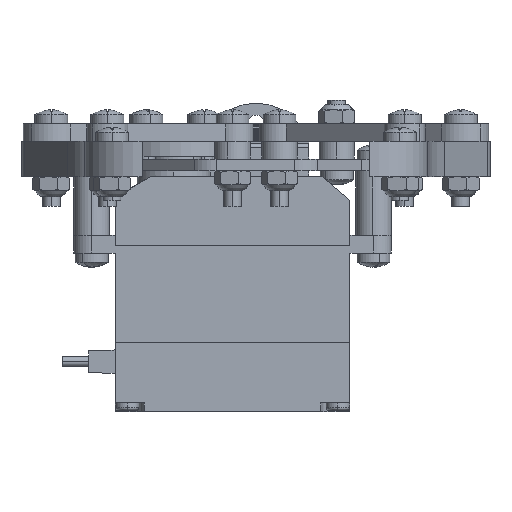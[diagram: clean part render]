
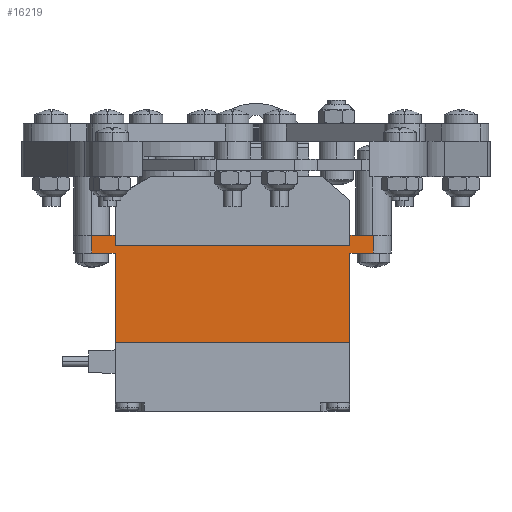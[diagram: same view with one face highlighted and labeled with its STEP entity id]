
A CAD part, left-side view. The second image highlights one B-rep face of the part: STEP entity #16219.
In plain terms, the highlighted face is planar.
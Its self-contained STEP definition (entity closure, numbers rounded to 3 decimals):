
#853 = LINE ( 'NONE', #5002, #36657 ) ;
#1183 = EDGE_CURVE ( 'NONE', #40430, #26798, #3514, .T. ) ;
#1271 = ORIENTED_EDGE ( 'NONE', *, *, #37673, .T. ) ;
#2437 = LINE ( 'NONE', #33220, #13058 ) ;
#2873 = CARTESIAN_POINT ( 'NONE',  ( 10., 20., 19.9 ) ) ;
#3420 = ORIENTED_EDGE ( 'NONE', *, *, #18166, .T. ) ;
#3481 = EDGE_CURVE ( 'NONE', #35460, #15825, #4762, .T. ) ;
#3514 = LINE ( 'NONE', #41522, #34804 ) ;
#3768 = VECTOR ( 'NONE', #10468, 1000. ) ;
#3948 = VERTEX_POINT ( 'NONE', #12692 ) ;
#4505 = CARTESIAN_POINT ( 'NONE',  ( 8.25, 20., 19.9 ) ) ;
#4762 = LINE ( 'NONE', #20554, #3768 ) ;
#5002 = CARTESIAN_POINT ( 'NONE',  ( -8.25, 20., 19.9 ) ) ;
#5179 = ORIENTED_EDGE ( 'NONE', *, *, #31568, .T. ) ;
#5303 = CARTESIAN_POINT ( 'NONE',  ( 10., -20., 19.9 ) ) ;
#5693 = LINE ( 'NONE', #17512, #24400 ) ;
#6459 = CARTESIAN_POINT ( 'NONE',  ( 10., -24., 19.9 ) ) ;
#6845 = CARTESIAN_POINT ( 'NONE',  ( 7., -20., 19.9 ) ) ;
#7166 = VERTEX_POINT ( 'NONE', #4505 ) ;
#7260 = DIRECTION ( 'NONE',  ( -1., 0., 0. ) ) ;
#7812 = DIRECTION ( 'NONE',  ( -1., 0., 0. ) ) ;
#7943 = VERTEX_POINT ( 'NONE', #5303 ) ;
#8179 = CARTESIAN_POINT ( 'NONE',  ( -8.25, -20., 19.9 ) ) ;
#9331 = ORIENTED_EDGE ( 'NONE', *, *, #30558, .T. ) ;
#9802 = VERTEX_POINT ( 'NONE', #9862 ) ;
#9862 = CARTESIAN_POINT ( 'NONE',  ( -8.25, -20., 19.9 ) ) ;
#10164 = VECTOR ( 'NONE', #22149, 1000. ) ;
#10468 = DIRECTION ( 'NONE',  ( 0., -1., 0. ) ) ;
#10473 = DIRECTION ( 'NONE',  ( -1., 0., 0. ) ) ;
#10990 = CARTESIAN_POINT ( 'NONE',  ( 7., 24., 19.9 ) ) ;
#11356 = CARTESIAN_POINT ( 'NONE',  ( 7., -20., 19.9 ) ) ;
#11869 = CARTESIAN_POINT ( 'NONE',  ( 7., 20., 19.9 ) ) ;
#12302 = VERTEX_POINT ( 'NONE', #6459 ) ;
#12406 = EDGE_CURVE ( 'NONE', #9802, #26798, #23902, .T. ) ;
#12617 = DIRECTION ( 'NONE',  ( 0., 1., 0. ) ) ;
#12692 = CARTESIAN_POINT ( 'NONE',  ( 8.25, -20., 19.9 ) ) ;
#13058 = VECTOR ( 'NONE', #39565, 1000. ) ;
#13250 = EDGE_LOOP ( 'NONE', ( #34321, #1271, #3420, #9331, #5179, #37186, #39505, #23021, #32324, #19286, #41523, #25016 ) ) ;
#13587 = VERTEX_POINT ( 'NONE', #10990 ) ;
#14561 = CARTESIAN_POINT ( 'NONE',  ( 10., -27., 19.9 ) ) ;
#15706 = CARTESIAN_POINT ( 'NONE',  ( 7., 27., 19.9 ) ) ;
#15825 = VERTEX_POINT ( 'NONE', #2873 ) ;
#16219 = ADVANCED_FACE ( 'NONE', ( #30983 ), #33462, .F. ) ;
#16310 = DIRECTION ( 'NONE',  ( 0., 1., 0. ) ) ;
#16691 = EDGE_CURVE ( 'NONE', #7943, #3948, #21297, .T. ) ;
#17104 = AXIS2_PLACEMENT_3D ( 'NONE', #33898, #30491, #7812 ) ;
#17512 = CARTESIAN_POINT ( 'NONE',  ( 7., 24., 19.9 ) ) ;
#18166 = EDGE_CURVE ( 'NONE', #13587, #31058, #26286, .T. ) ;
#19286 = ORIENTED_EDGE ( 'NONE', *, *, #16691, .T. ) ;
#19339 = EDGE_CURVE ( 'NONE', #40430, #12302, #2437, .T. ) ;
#20554 = CARTESIAN_POINT ( 'NONE',  ( 10., 27., 19.9 ) ) ;
#20758 = CARTESIAN_POINT ( 'NONE',  ( -8.25, 20., 19.9 ) ) ;
#20899 = DIRECTION ( 'NONE',  ( 1., 0., 0. ) ) ;
#21297 = LINE ( 'NONE', #6845, #40507 ) ;
#21314 = DIRECTION ( 'NONE',  ( -1., 0., 0. ) ) ;
#21582 = LINE ( 'NONE', #29276, #24140 ) ;
#22149 = DIRECTION ( 'NONE',  ( 0., -1., 0. ) ) ;
#23021 = ORIENTED_EDGE ( 'NONE', *, *, #19339, .T. ) ;
#23655 = DIRECTION ( 'NONE',  ( 0., -1., 0. ) ) ;
#23881 = VECTOR ( 'NONE', #23655, 1000. ) ;
#23902 = LINE ( 'NONE', #30403, #36045 ) ;
#24140 = VECTOR ( 'NONE', #16310, 1000. ) ;
#24400 = VECTOR ( 'NONE', #7260, 1000. ) ;
#25016 = ORIENTED_EDGE ( 'NONE', *, *, #31023, .T. ) ;
#25620 = EDGE_CURVE ( 'NONE', #12302, #7943, #32831, .T. ) ;
#26286 = LINE ( 'NONE', #15706, #10164 ) ;
#26483 = EDGE_CURVE ( 'NONE', #3948, #7166, #21582, .T. ) ;
#26798 = VERTEX_POINT ( 'NONE', #11356 ) ;
#26944 = CARTESIAN_POINT ( 'NONE',  ( 7., 20., 19.9 ) ) ;
#27206 = CARTESIAN_POINT ( 'NONE',  ( 7., -24., 19.9 ) ) ;
#28945 = LINE ( 'NONE', #8179, #23881 ) ;
#29276 = CARTESIAN_POINT ( 'NONE',  ( 8.25, -20., 19.9 ) ) ;
#30196 = DIRECTION ( 'NONE',  ( 1., 0., 0. ) ) ;
#30403 = CARTESIAN_POINT ( 'NONE',  ( -8.25, -20., 19.9 ) ) ;
#30491 = DIRECTION ( 'NONE',  ( 0., 0., -1. ) ) ;
#30497 = DIRECTION ( 'NONE',  ( 0., 1., 0. ) ) ;
#30558 = EDGE_CURVE ( 'NONE', #31058, #38750, #853, .T. ) ;
#30983 = FACE_OUTER_BOUND ( 'NONE', #13250, .T. ) ;
#31023 = EDGE_CURVE ( 'NONE', #7166, #15825, #31542, .T. ) ;
#31058 = VERTEX_POINT ( 'NONE', #11869 ) ;
#31542 = LINE ( 'NONE', #26944, #33061 ) ;
#31568 = EDGE_CURVE ( 'NONE', #38750, #9802, #28945, .T. ) ;
#32324 = ORIENTED_EDGE ( 'NONE', *, *, #25620, .T. ) ;
#32831 = LINE ( 'NONE', #14561, #40361 ) ;
#33061 = VECTOR ( 'NONE', #30196, 1000. ) ;
#33220 = CARTESIAN_POINT ( 'NONE',  ( 0., -24., 19.9 ) ) ;
#33462 = PLANE ( 'NONE',  #17104 ) ;
#33898 = CARTESIAN_POINT ( 'NONE',  ( 0., 0., 19.9 ) ) ;
#34321 = ORIENTED_EDGE ( 'NONE', *, *, #3481, .F. ) ;
#34804 = VECTOR ( 'NONE', #12617, 1000. ) ;
#35460 = VERTEX_POINT ( 'NONE', #40067 ) ;
#36045 = VECTOR ( 'NONE', #20899, 1000. ) ;
#36657 = VECTOR ( 'NONE', #21314, 1000. ) ;
#37186 = ORIENTED_EDGE ( 'NONE', *, *, #12406, .T. ) ;
#37673 = EDGE_CURVE ( 'NONE', #35460, #13587, #5693, .T. ) ;
#38750 = VERTEX_POINT ( 'NONE', #20758 ) ;
#39505 = ORIENTED_EDGE ( 'NONE', *, *, #1183, .F. ) ;
#39565 = DIRECTION ( 'NONE',  ( 1., 0., 0. ) ) ;
#40067 = CARTESIAN_POINT ( 'NONE',  ( 10., 24., 19.9 ) ) ;
#40361 = VECTOR ( 'NONE', #30497, 1000. ) ;
#40430 = VERTEX_POINT ( 'NONE', #27206 ) ;
#40507 = VECTOR ( 'NONE', #10473, 1000. ) ;
#41522 = CARTESIAN_POINT ( 'NONE',  ( 7., -27., 19.9 ) ) ;
#41523 = ORIENTED_EDGE ( 'NONE', *, *, #26483, .T. ) ;
